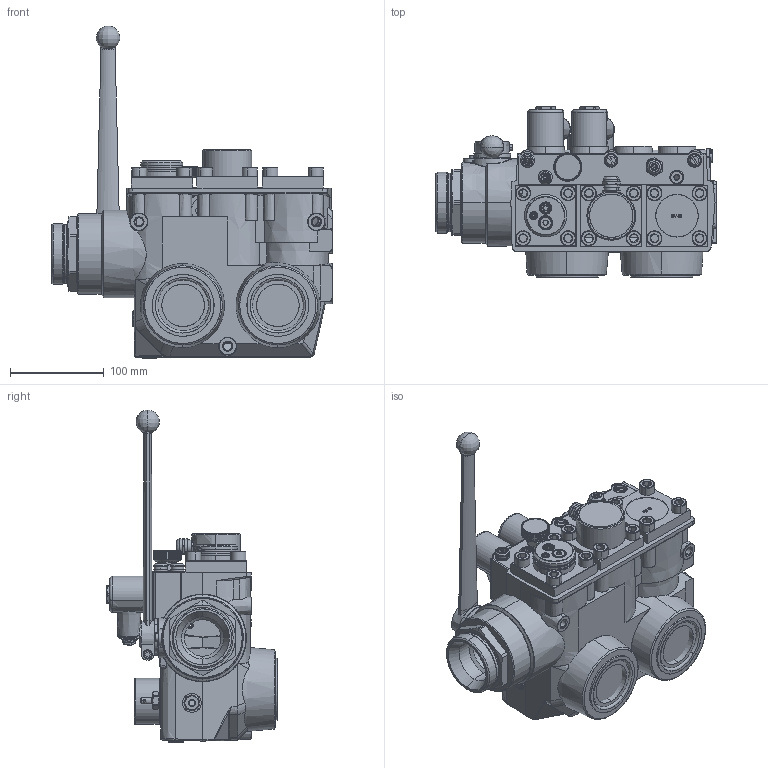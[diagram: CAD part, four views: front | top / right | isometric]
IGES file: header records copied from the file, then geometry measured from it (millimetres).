
Start section: SolidWorks IGES file using analytic representation for surfaces
Global section: file name: EV40 1.5_2.IGS; native system: SolidWorks 2021; preprocessor: SolidWorks 2021; author: P.Mehta; date: 220901.092813; units: millimetre
Bounding box: 298.65 x 181.66 x 353.79 mm (x, y, z)
Surface area: 299465.2 mm2 (no closed solid volume)
Topology: 0 solids, 0 shells, 1690 faces, 24602 edges, 24585 vertices
Faces by surface type: revolution 888, bspline 802
